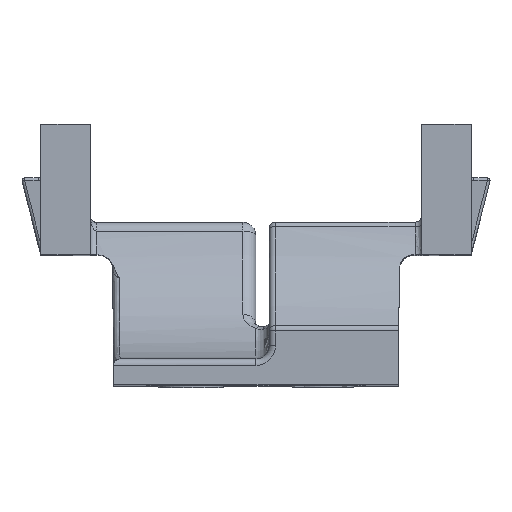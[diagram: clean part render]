
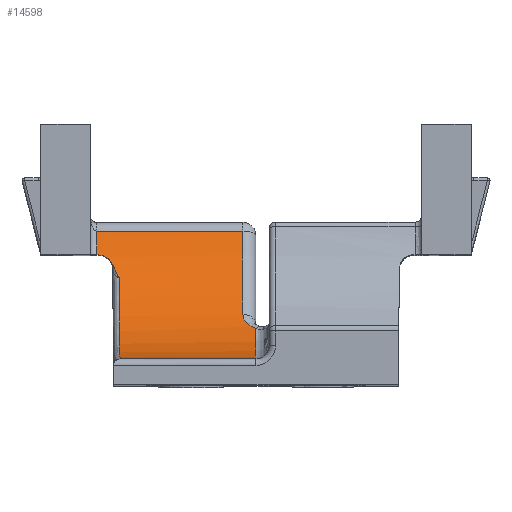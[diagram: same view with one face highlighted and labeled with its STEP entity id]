
A CAD part, top view. The second image highlights one B-rep face of the part: STEP entity #14598.
In plain terms, the highlighted cylindrical face has radius 14.5 mm (diameter 29 mm), a partial arc.
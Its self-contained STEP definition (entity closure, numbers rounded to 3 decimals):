
#248 = CARTESIAN_POINT ( 'NONE',  ( -0.886, -15.007, 7.676 ) ) ;
#512 = DIRECTION ( 'NONE',  ( 1., 0., 0. ) ) ;
#682 = LINE ( 'NONE', #8947, #18814 ) ;
#1270 = CARTESIAN_POINT ( 'NONE',  ( -10.662, -11.423, 4.356 ) ) ;
#1721 = CARTESIAN_POINT ( 'NONE',  ( -1., -8.177, 2.775 ) ) ;
#2044 = VERTEX_POINT ( 'NONE', #7129 ) ;
#2048 = CARTESIAN_POINT ( 'NONE',  ( -1., -14.688, 7.274 ) ) ;
#2455 = ORIENTED_EDGE ( 'NONE', *, *, #19008, .T. ) ;
#2511 = EDGE_CURVE ( 'NONE', #10043, #20846, #9455, .T. ) ;
#3082 = CARTESIAN_POINT ( 'NONE',  ( -10.537, -11.654, 4.51 ) ) ;
#3423 = EDGE_CURVE ( 'NONE', #13416, #11887, #20218, .T. ) ;
#3476 = DIRECTION ( 'NONE',  ( 1., 0., 0. ) ) ;
#4083 = VECTOR ( 'NONE', #14406, 1000. ) ;
#4238 = DIRECTION ( 'NONE',  ( -1., 0., 0. ) ) ;
#4858 = CARTESIAN_POINT ( 'NONE',  ( 0., -15.626, 8.549 ) ) ;
#4901 = CARTESIAN_POINT ( 'NONE',  ( -11.789, -10.042, 3.56 ) ) ;
#4989 = CARTESIAN_POINT ( 'NONE',  ( -11.789, -10.042, 3.56 ) ) ;
#5008 = CYLINDRICAL_SURFACE ( 'NONE', #17586, 14.5 ) ;
#6179 = CARTESIAN_POINT ( 'NONE',  ( -10.446, -15.735, 7.32 ) ) ;
#6262 = CARTESIAN_POINT ( 'NONE',  ( -12.2, -8.177, 2.775 ) ) ;
#6476 = B_SPLINE_CURVE_WITH_KNOTS ( 'NONE', 3,
 ( #13829, #15674, #17510, #6621, #19340, #8440, #21150, #10254, #22996, #12099, #1270, #13914, #3082, #15755 ),
 .UNSPECIFIED., .F., .F.,
 ( 4, 2, 2, 2, 2, 2, 4 ),
 ( 0., 0., 0.001, 0.001, 0.002, 0.002, 0.002 ),
 .UNSPECIFIED. ) ;
#6554 = LINE ( 'NONE', #10754, #7100 ) ;
#6621 = CARTESIAN_POINT ( 'NONE',  ( -11.434, -10.211, 3.646 ) ) ;
#7100 = VECTOR ( 'NONE', #12904, 1000. ) ;
#7129 = CARTESIAN_POINT ( 'NONE',  ( -1., -14.573, 7.138 ) ) ;
#8044 = EDGE_CURVE ( 'NONE', #12697, #20846, #13588, .T. ) ;
#8440 = CARTESIAN_POINT ( 'NONE',  ( -11.154, -10.469, 3.783 ) ) ;
#8463 = CARTESIAN_POINT ( 'NONE',  ( -11.987, -10., 3.539 ) ) ;
#8918 = ORIENTED_EDGE ( 'NONE', *, *, #8044, .T. ) ;
#8947 = CARTESIAN_POINT ( 'NONE',  ( 43.012, -8.177, 2.775 ) ) ;
#9221 = CARTESIAN_POINT ( 'NONE',  ( -0.537, -15.372, 8.173 ) ) ;
#9361 = DIRECTION ( 'NONE',  ( 0., -1., 0. ) ) ;
#9455 = LINE ( 'NONE', #23482, #4083 ) ;
#9534 = CARTESIAN_POINT ( 'NONE',  ( 0., -18., 16.5 ) ) ;
#9602 = ORIENTED_EDGE ( 'NONE', *, *, #3423, .T. ) ;
#9827 = CARTESIAN_POINT ( 'NONE',  ( -10.426, -18., 16.5 ) ) ;
#9838 = CARTESIAN_POINT ( 'NONE',  ( -12.2, -10., 3.539 ) ) ;
#10043 = VERTEX_POINT ( 'NONE', #9534 ) ;
#10254 = CARTESIAN_POINT ( 'NONE',  ( -10.875, -10.939, 4.053 ) ) ;
#10271 = VERTEX_POINT ( 'NONE', #10745 ) ;
#10745 = CARTESIAN_POINT ( 'NONE',  ( -12.09, -10., 3.539 ) ) ;
#10754 = CARTESIAN_POINT ( 'NONE',  ( -35.276, -10., 3.539 ) ) ;
#10862 = ORIENTED_EDGE ( 'NONE', *, *, #19864, .T. ) ;
#11036 = CARTESIAN_POINT ( 'NONE',  ( -0.818, -15.108, 7.809 ) ) ;
#11319 = CARTESIAN_POINT ( 'NONE',  ( 0., -3.5, 16.5 ) ) ;
#11522 = B_SPLINE_CURVE_WITH_KNOTS ( 'NONE', 3,
 ( #13934, #8463, #15780, #4901 ),
 .UNSPECIFIED., .F., .F.,
 ( 4, 4 ),
 ( 0.003, 0.003 ),
 .UNSPECIFIED. ) ;
#11759 = EDGE_CURVE ( 'NONE', #15303, #13416, #682, .T. ) ;
#11790 = ORIENTED_EDGE ( 'NONE', *, *, #11759, .T. ) ;
#11818 = CIRCLE ( 'NONE', #16935, 14.5 ) ;
#11887 = VERTEX_POINT ( 'NONE', #9838 ) ;
#12050 = VERTEX_POINT ( 'NONE', #4989 ) ;
#12099 = CARTESIAN_POINT ( 'NONE',  ( -10.698, -11.343, 4.304 ) ) ;
#12436 = CARTESIAN_POINT ( 'NONE',  ( -10.426, -18., 16.5 ) ) ;
#12475 = ORIENTED_EDGE ( 'NONE', *, *, #13936, .T. ) ;
#12545 = AXIS2_PLACEMENT_3D ( 'NONE', #15085, #4238, #16933 ) ;
#12697 = VERTEX_POINT ( 'NONE', #18448 ) ;
#12851 = CARTESIAN_POINT ( 'NONE',  ( -0.977, -14.798, 7.409 ) ) ;
#12904 = DIRECTION ( 'NONE',  ( 1., 0., 0. ) ) ;
#13071 = CIRCLE ( 'NONE', #13073, 14.5 ) ;
#13073 = AXIS2_PLACEMENT_3D ( 'NONE', #14340, #3476, #16169 ) ;
#13114 = DIRECTION ( 'NONE',  ( 0., 0., -1. ) ) ;
#13131 = B_SPLINE_CURVE_WITH_KNOTS ( 'NONE', 3,
 ( #18198, #14620, #20110, #9221, #21931, #11036, #248, #12851, #2048, #14699 ),
 .UNSPECIFIED., .F., .F.,
 ( 4, 2, 2, 2, 4 ),
 ( 0., 0.001, 0.001, 0.002, 0.002 ),
 .UNSPECIFIED. ) ;
#13416 = VERTEX_POINT ( 'NONE', #6262 ) ;
#13588 =( BOUNDED_CURVE ( )  B_SPLINE_CURVE ( 3, ( #18888, #6179, #20702, #9827 ),
 .UNSPECIFIED., .F., .F. ) 
 B_SPLINE_CURVE_WITH_KNOTS ( ( 4, 4 ),
 ( 2.174, 3.142 ),
 .UNSPECIFIED. ) 
 CURVE ( )  GEOMETRIC_REPRESENTATION_ITEM ( )  RATIONAL_B_SPLINE_CURVE ( ( 1., 0.923, 0.923, 1. ) ) 
 REPRESENTATION_ITEM ( '' )  );
#13829 = CARTESIAN_POINT ( 'NONE',  ( -11.789, -10.042, 3.56 ) ) ;
#13914 = CARTESIAN_POINT ( 'NONE',  ( -10.582, -11.578, 4.458 ) ) ;
#13934 = CARTESIAN_POINT ( 'NONE',  ( -12.09, -10., 3.539 ) ) ;
#13936 = EDGE_CURVE ( 'NONE', #12050, #12697, #6476, .T. ) ;
#14178 = EDGE_CURVE ( 'NONE', #15772, #2044, #13131, .T. ) ;
#14340 = CARTESIAN_POINT ( 'NONE',  ( -1., -3.5, 16.5 ) ) ;
#14406 = DIRECTION ( 'NONE',  ( -1., 0., 0. ) ) ;
#14421 = DIRECTION ( 'NONE',  ( -1., 0., 0. ) ) ;
#14598 = ADVANCED_FACE ( 'NONE', ( #19516 ), #5008, .F. ) ;
#14611 = ORIENTED_EDGE ( 'NONE', *, *, #20119, .T. ) ;
#14620 = CARTESIAN_POINT ( 'NONE',  ( -0.153, -15.575, 8.472 ) ) ;
#14699 = CARTESIAN_POINT ( 'NONE',  ( -1., -14.573, 7.138 ) ) ;
#15085 = CARTESIAN_POINT ( 'NONE',  ( -12.2, -3.5, 16.5 ) ) ;
#15303 = VERTEX_POINT ( 'NONE', #1721 ) ;
#15674 = CARTESIAN_POINT ( 'NONE',  ( -11.692, -10.07, 3.574 ) ) ;
#15755 = CARTESIAN_POINT ( 'NONE',  ( -10.482, -11.724, 4.558 ) ) ;
#15772 = VERTEX_POINT ( 'NONE', #4858 ) ;
#15780 = CARTESIAN_POINT ( 'NONE',  ( -11.887, -10.014, 3.546 ) ) ;
#16169 = DIRECTION ( 'NONE',  ( 0., 0., -1. ) ) ;
#16933 = DIRECTION ( 'NONE',  ( 0., 0., 1. ) ) ;
#16935 = AXIS2_PLACEMENT_3D ( 'NONE', #11319, #512, #13114 ) ;
#17510 = CARTESIAN_POINT ( 'NONE',  ( -11.601, -10.11, 3.594 ) ) ;
#17586 = AXIS2_PLACEMENT_3D ( 'NONE', #22082, #18424, #9361 ) ;
#18198 = CARTESIAN_POINT ( 'NONE',  ( 0., -15.626, 8.549 ) ) ;
#18424 = DIRECTION ( 'NONE',  ( -1., 0., 0. ) ) ;
#18448 = CARTESIAN_POINT ( 'NONE',  ( -10.482, -11.724, 4.558 ) ) ;
#18646 = EDGE_LOOP ( 'NONE', ( #18817, #11790, #9602, #2455, #10862, #12475, #8918, #18647, #14611, #20423 ) ) ;
#18647 = ORIENTED_EDGE ( 'NONE', *, *, #2511, .F. ) ;
#18814 = VECTOR ( 'NONE', #14421, 1000. ) ;
#18817 = ORIENTED_EDGE ( 'NONE', *, *, #18912, .T. ) ;
#18888 = CARTESIAN_POINT ( 'NONE',  ( -10.482, -11.724, 4.558 ) ) ;
#18912 = EDGE_CURVE ( 'NONE', #2044, #15303, #13071, .T. ) ;
#19008 = EDGE_CURVE ( 'NONE', #11887, #10271, #6554, .T. ) ;
#19340 = CARTESIAN_POINT ( 'NONE',  ( -11.357, -10.271, 3.678 ) ) ;
#19516 = FACE_OUTER_BOUND ( 'NONE', #18646, .T. ) ;
#19864 = EDGE_CURVE ( 'NONE', #10271, #12050, #11522, .T. ) ;
#20110 = CARTESIAN_POINT ( 'NONE',  ( -0.291, -15.515, 8.382 ) ) ;
#20119 = EDGE_CURVE ( 'NONE', #10043, #15772, #11818, .T. ) ;
#20218 = CIRCLE ( 'NONE', #12545, 14.5 ) ;
#20423 = ORIENTED_EDGE ( 'NONE', *, *, #14178, .T. ) ;
#20702 = CARTESIAN_POINT ( 'NONE',  ( -10.426, -18., 11.63 ) ) ;
#20846 = VERTEX_POINT ( 'NONE', #12436 ) ;
#21150 = CARTESIAN_POINT ( 'NONE',  ( -11.049, -10.624, 3.869 ) ) ;
#21931 = CARTESIAN_POINT ( 'NONE',  ( -0.645, -15.289, 8.056 ) ) ;
#22082 = CARTESIAN_POINT ( 'NONE',  ( 43.012, -3.5, 16.5 ) ) ;
#22996 = CARTESIAN_POINT ( 'NONE',  ( -10.805, -11.102, 4.151 ) ) ;
#23482 = CARTESIAN_POINT ( 'NONE',  ( 9.935, -18., 16.5 ) ) ;
